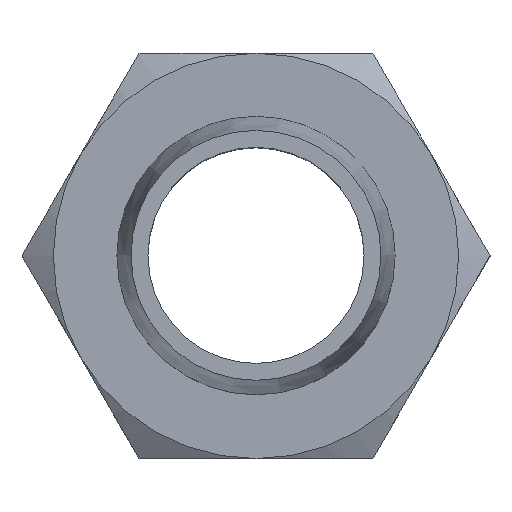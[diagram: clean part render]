
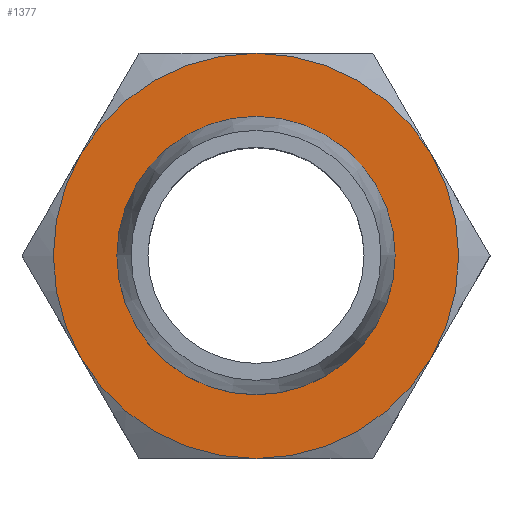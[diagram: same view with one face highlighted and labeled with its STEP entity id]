
A CAD part, top view. The second image highlights one B-rep face of the part: STEP entity #1377.
In plain terms, the highlighted face is planar.
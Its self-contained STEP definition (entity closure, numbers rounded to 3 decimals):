
#662=ORIENTED_EDGE('',*,*,#833,.F.);
#663=ORIENTED_EDGE('',*,*,#835,.F.);
#664=ORIENTED_EDGE('',*,*,#836,.F.);
#665=ORIENTED_EDGE('',*,*,#837,.F.);
#666=ORIENTED_EDGE('',*,*,#838,.F.);
#667=ORIENTED_EDGE('',*,*,#839,.F.);
#668=ORIENTED_EDGE('',*,*,#840,.F.);
#762=CIRCLE('',#1292,15.);
#763=CIRCLE('',#1295,15.);
#764=CIRCLE('',#1296,15.);
#765=CIRCLE('',#1297,15.);
#766=CIRCLE('',#1298,15.);
#767=CIRCLE('',#1299,15.);
#768=CIRCLE('',#1300,9.25);
#789=VERTEX_POINT('',#1167);
#793=VERTEX_POINT('',#1177);
#794=VERTEX_POINT('',#1181);
#795=VERTEX_POINT('',#1183);
#796=VERTEX_POINT('',#1185);
#797=VERTEX_POINT('',#1187);
#798=VERTEX_POINT('',#1190);
#833=EDGE_CURVE('',#789,#793,#762,.T.);
#835=EDGE_CURVE('',#794,#789,#763,.T.);
#836=EDGE_CURVE('',#795,#794,#764,.T.);
#837=EDGE_CURVE('',#796,#795,#765,.T.);
#838=EDGE_CURVE('',#797,#796,#766,.T.);
#839=EDGE_CURVE('',#793,#797,#767,.T.);
#840=EDGE_CURVE('',#798,#798,#768,.T.);
#880=EDGE_LOOP('',(#662,#663,#664,#665,#666,#667));
#881=EDGE_LOOP('',(#668));
#928=FACE_BOUND('',#880,.T.);
#929=FACE_BOUND('',#881,.T.);
#1005=DIRECTION('',(0.,-1.,0.));
#1006=DIRECTION('',(0.,0.,15.));
#1009=DIRECTION('',(0.,1.,0.));
#1010=DIRECTION('',(1.,0.,0.));
#1011=DIRECTION('',(0.,-1.,0.));
#1012=DIRECTION('',(0.,0.,15.));
#1013=DIRECTION('',(0.,-1.,0.));
#1014=DIRECTION('',(0.,0.,15.));
#1015=DIRECTION('',(0.,-1.,0.));
#1016=DIRECTION('',(0.,0.,15.));
#1017=DIRECTION('',(0.,-1.,0.));
#1018=DIRECTION('',(0.,0.,15.));
#1019=DIRECTION('',(0.,-1.,0.));
#1020=DIRECTION('',(0.,0.,15.));
#1021=DIRECTION('',(0.,1.,0.));
#1022=DIRECTION('',(9.25,0.,0.));
#1167=CARTESIAN_POINT('',(28.608,40.771,15.));
#1177=CARTESIAN_POINT('',(15.617,40.771,7.5));
#1178=CARTESIAN_POINT('',(28.608,40.771,0.));
#1180=CARTESIAN_POINT('',(28.608,40.771,15.));
#1181=CARTESIAN_POINT('',(41.598,40.771,7.5));
#1182=CARTESIAN_POINT('',(28.608,40.771,0.));
#1183=CARTESIAN_POINT('',(41.598,40.771,-7.5));
#1184=CARTESIAN_POINT('',(28.608,40.771,0.));
#1185=CARTESIAN_POINT('',(28.608,40.771,-15.));
#1186=CARTESIAN_POINT('',(28.608,40.771,0.));
#1187=CARTESIAN_POINT('',(15.617,40.771,-7.5));
#1188=CARTESIAN_POINT('',(28.608,40.771,0.));
#1189=CARTESIAN_POINT('',(28.608,40.771,0.));
#1190=CARTESIAN_POINT('',(37.858,40.771,0.));
#1191=CARTESIAN_POINT('',(28.608,40.771,0.));
#1292=AXIS2_PLACEMENT_3D('',#1178,#1005,#1006);
#1294=AXIS2_PLACEMENT_3D('',#1180,#1009,#1010);
#1295=AXIS2_PLACEMENT_3D('',#1182,#1011,#1012);
#1296=AXIS2_PLACEMENT_3D('',#1184,#1013,#1014);
#1297=AXIS2_PLACEMENT_3D('',#1186,#1015,#1016);
#1298=AXIS2_PLACEMENT_3D('',#1188,#1017,#1018);
#1299=AXIS2_PLACEMENT_3D('',#1189,#1019,#1020);
#1300=AXIS2_PLACEMENT_3D('',#1191,#1021,#1022);
#1363=PLANE('',#1294);
#1377=ADVANCED_FACE('',(#928,#929),#1363,.T.);
